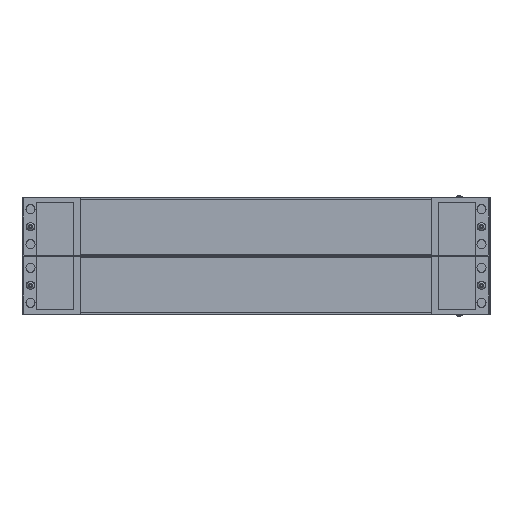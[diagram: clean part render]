
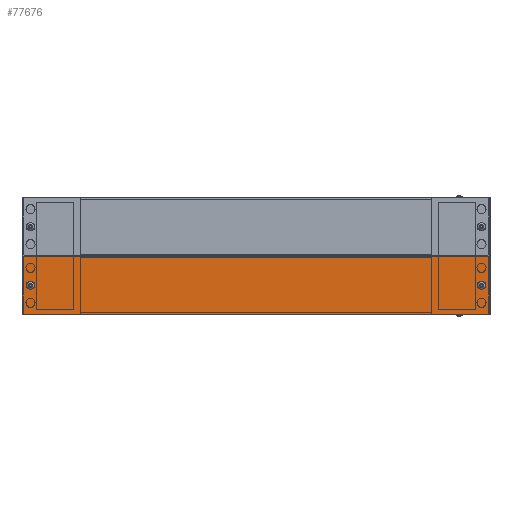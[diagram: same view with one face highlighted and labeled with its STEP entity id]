
A CAD part, front view. The second image highlights one B-rep face of the part: STEP entity #77676.
In plain terms, the highlighted planar face has unit normal (0, -1, 0).
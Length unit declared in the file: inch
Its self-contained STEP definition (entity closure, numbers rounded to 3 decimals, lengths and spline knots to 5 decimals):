
#1727 = CARTESIAN_POINT ( 'NONE',  ( -15.51181, -11.27953, -1.92913 ) ) ;
#1765 = DIRECTION ( 'NONE',  ( 0., 0., -1. ) ) ;
#2580 = AXIS2_PLACEMENT_3D ( 'NONE', #25082, #4817, #55245 ) ;
#3432 = EDGE_CURVE ( 'NONE', #24349, #24349, #34235, .T. ) ;
#4030 = DIRECTION ( 'NONE',  ( 0., 0., 1. ) ) ;
#4570 = EDGE_CURVE ( 'NONE', #8470, #22239, #47244, .T. ) ;
#4786 = AXIS2_PLACEMENT_3D ( 'NONE', #74297, #60681, #4030 ) ;
#4817 = DIRECTION ( 'NONE',  ( 0., -1., 0. ) ) ;
#6098 = CARTESIAN_POINT ( 'NONE',  ( -15.51181, -11.27953, -1.92913 ) ) ;
#6335 = CARTESIAN_POINT ( 'NONE',  ( -15.62992, -11.27953, 1.81102 ) ) ;
#8470 = VERTEX_POINT ( 'NONE', #6335 ) ;
#8889 = VERTEX_POINT ( 'NONE', #6098 ) ;
#9577 = VECTOR ( 'NONE', #26940, 39.37008 ) ;
#11956 = EDGE_LOOP ( 'NONE', ( #27237, #19920, #66922, #46942, #22568, #36982, #42838, #21700 ) ) ;
#12424 = EDGE_CURVE ( 'NONE', #51852, #28694, #39357, .T. ) ;
#14747 = CARTESIAN_POINT ( 'NONE',  ( 0., -11.27953, -1.92913 ) ) ;
#15078 = DIRECTION ( 'NONE',  ( 0.707, 0., -0.707 ) ) ;
#16079 = EDGE_CURVE ( 'NONE', #8889, #71401, #33136, .T. ) ;
#17283 = PLANE ( 'NONE',  #4786 ) ;
#19920 = ORIENTED_EDGE ( 'NONE', *, *, #70544, .F. ) ;
#20871 = DIRECTION ( 'NONE',  ( 0., 0., -1. ) ) ;
#20905 = LINE ( 'NONE', #14747, #23605 ) ;
#21700 = ORIENTED_EDGE ( 'NONE', *, *, #26962, .F. ) ;
#22239 = VERTEX_POINT ( 'NONE', #69893 ) ;
#22568 = ORIENTED_EDGE ( 'NONE', *, *, #72676, .F. ) ;
#22883 = CARTESIAN_POINT ( 'NONE',  ( 15.51181, -11.27953, 1.92913 ) ) ;
#23605 = VECTOR ( 'NONE', #59345, 39.37008 ) ;
#24186 = CARTESIAN_POINT ( 'NONE',  ( 15.51181, -11.27953, 1.92913 ) ) ;
#24349 = VERTEX_POINT ( 'NONE', #69381 ) ;
#25082 = CARTESIAN_POINT ( 'NONE',  ( 15.1378, -11.27953, 0. ) ) ;
#26327 = AXIS2_PLACEMENT_3D ( 'NONE', #34869, #28331, #20871 ) ;
#26940 = DIRECTION ( 'NONE',  ( -0.707, 0., 0.707 ) ) ;
#26962 = EDGE_CURVE ( 'NONE', #22239, #73167, #37513, .T. ) ;
#27237 = ORIENTED_EDGE ( 'NONE', *, *, #4570, .F. ) ;
#27247 = LINE ( 'NONE', #52796, #57501 ) ;
#28331 = DIRECTION ( 'NONE',  ( 0., -1., 0. ) ) ;
#28441 = VERTEX_POINT ( 'NONE', #35801 ) ;
#28694 = VERTEX_POINT ( 'NONE', #81171 ) ;
#32494 = ORIENTED_EDGE ( 'NONE', *, *, #41678, .F. ) ;
#33136 = LINE ( 'NONE', #1727, #9577 ) ;
#34235 = CIRCLE ( 'NONE', #2580, 0.1378 ) ;
#34869 = CARTESIAN_POINT ( 'NONE',  ( -15.1378, -11.27953, 0. ) ) ;
#35235 = CARTESIAN_POINT ( 'NONE',  ( -15.62992, -11.27953, 1.81102 ) ) ;
#35801 = CARTESIAN_POINT ( 'NONE',  ( -15.1378, -11.27953, -0.1378 ) ) ;
#36982 = ORIENTED_EDGE ( 'NONE', *, *, #12424, .F. ) ;
#37513 = LINE ( 'NONE', #42515, #78798 ) ;
#39357 = LINE ( 'NONE', #48320, #81303 ) ;
#41209 = ORIENTED_EDGE ( 'NONE', *, *, #3432, .F. ) ;
#41678 = EDGE_CURVE ( 'NONE', #28441, #28441, #42136, .T. ) ;
#42136 = CIRCLE ( 'NONE', #26327, 0.1378 ) ;
#42515 = CARTESIAN_POINT ( 'NONE',  ( 0., -11.27953, 1.92913 ) ) ;
#42838 = ORIENTED_EDGE ( 'NONE', *, *, #73976, .F. ) ;
#46942 = ORIENTED_EDGE ( 'NONE', *, *, #61644, .F. ) ;
#47244 = LINE ( 'NONE', #35235, #72606 ) ;
#47906 = VERTEX_POINT ( 'NONE', #57421 ) ;
#48270 = FACE_BOUND ( 'NONE', #56521, .T. ) ;
#48320 = CARTESIAN_POINT ( 'NONE',  ( 15.62992, -11.27953, 0. ) ) ;
#51852 = VERTEX_POINT ( 'NONE', #54176 ) ;
#52796 = CARTESIAN_POINT ( 'NONE',  ( 15.62992, -11.27953, -1.81102 ) ) ;
#52974 = CARTESIAN_POINT ( 'NONE',  ( -15.62992, -11.27953, 0. ) ) ;
#54176 = CARTESIAN_POINT ( 'NONE',  ( 15.62992, -11.27953, 1.81102 ) ) ;
#54237 = DIRECTION ( 'NONE',  ( 0.707, 0., 0.707 ) ) ;
#54257 = LINE ( 'NONE', #22883, #77567 ) ;
#55245 = DIRECTION ( 'NONE',  ( 0., 0., -1. ) ) ;
#56521 = EDGE_LOOP ( 'NONE', ( #32494 ) ) ;
#57421 = CARTESIAN_POINT ( 'NONE',  ( 15.51181, -11.27953, -1.92913 ) ) ;
#57501 = VECTOR ( 'NONE', #70636, 39.37008 ) ;
#59345 = DIRECTION ( 'NONE',  ( -1., 0., 0. ) ) ;
#60681 = DIRECTION ( 'NONE',  ( 0., 1., 0. ) ) ;
#61269 = VECTOR ( 'NONE', #72079, 39.37008 ) ;
#61644 = EDGE_CURVE ( 'NONE', #47906, #8889, #20905, .T. ) ;
#62364 = DIRECTION ( 'NONE',  ( 1., 0., 0. ) ) ;
#66865 = FACE_BOUND ( 'NONE', #78428, .T. ) ;
#66922 = ORIENTED_EDGE ( 'NONE', *, *, #16079, .F. ) ;
#69381 = CARTESIAN_POINT ( 'NONE',  ( 15.1378, -11.27953, -0.1378 ) ) ;
#69893 = CARTESIAN_POINT ( 'NONE',  ( -15.51181, -11.27953, 1.92913 ) ) ;
#70544 = EDGE_CURVE ( 'NONE', #71401, #8470, #77426, .T. ) ;
#70636 = DIRECTION ( 'NONE',  ( -0.707, 0., -0.707 ) ) ;
#71401 = VERTEX_POINT ( 'NONE', #76182 ) ;
#72079 = DIRECTION ( 'NONE',  ( 0., 0., 1. ) ) ;
#72606 = VECTOR ( 'NONE', #54237, 39.37008 ) ;
#72676 = EDGE_CURVE ( 'NONE', #28694, #47906, #27247, .T. ) ;
#73082 = FACE_OUTER_BOUND ( 'NONE', #11956, .T. ) ;
#73167 = VERTEX_POINT ( 'NONE', #24186 ) ;
#73976 = EDGE_CURVE ( 'NONE', #73167, #51852, #54257, .T. ) ;
#74297 = CARTESIAN_POINT ( 'NONE',  ( 0., -11.27953, 0. ) ) ;
#76182 = CARTESIAN_POINT ( 'NONE',  ( -15.62992, -11.27953, -1.81102 ) ) ;
#77426 = LINE ( 'NONE', #52974, #61269 ) ;
#77567 = VECTOR ( 'NONE', #15078, 39.37008 ) ;
#77676 = ADVANCED_FACE ( 'NONE', ( #66865, #48270, #73082 ), #17283, .F. ) ;
#78428 = EDGE_LOOP ( 'NONE', ( #41209 ) ) ;
#78798 = VECTOR ( 'NONE', #62364, 39.37008 ) ;
#81171 = CARTESIAN_POINT ( 'NONE',  ( 15.62992, -11.27953, -1.81102 ) ) ;
#81303 = VECTOR ( 'NONE', #1765, 39.37008 ) ;
